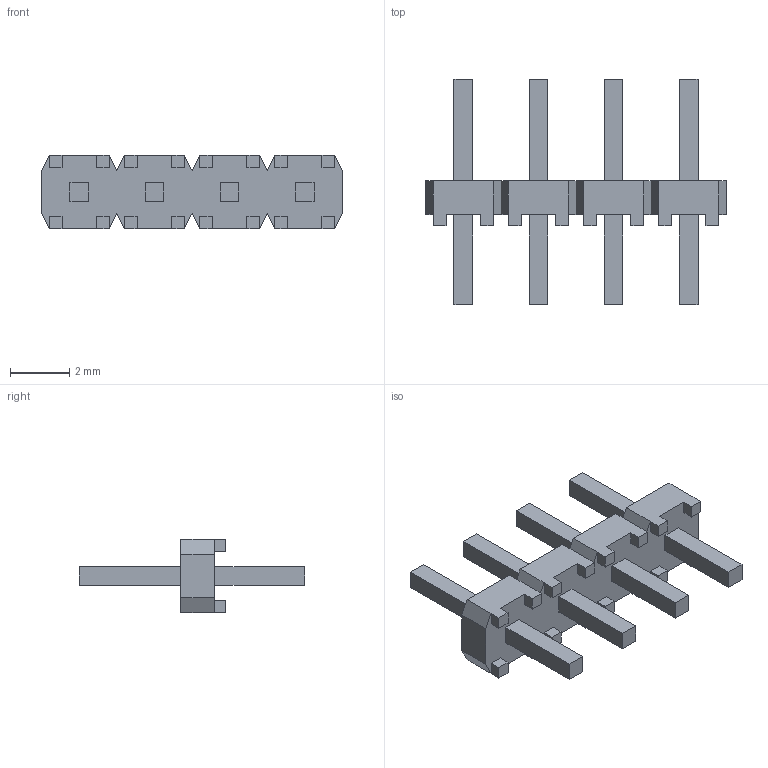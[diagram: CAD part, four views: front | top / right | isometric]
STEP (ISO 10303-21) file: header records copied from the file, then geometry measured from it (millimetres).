
FILE_DESCRIPTION(/* description */ ('STEP AP203'),/* implementation_level */ '2;1');
FILE_NAME(/* name */ 'MTLW-104-06-G-S-135',/* time_stamp */ '2025-11-30T01:33:32+01:00',/* author */ ('License CC BY-ND 4.0'),/* organization */ ('CADENAS'),/* preprocessor_version */ 'ST-DEVELOPER v20',/* originating_system */ 'PARTsolutions',/* authorisation */ ' ');
FILE_SCHEMA (('CONFIG_CONTROL_DESIGN'));
Length unit declared in the file: inch
Products named in the file (3): MTLW-104-06-G-S-135; MTLW-104-06-G-S-135_body; MTLW-04-06-S-135
Assembly tree (2 placements, depth 2):
  MTLW-104-06-G-S-135
    MTLW-104-06-G-S-135_body
    MTLW-04-06-S-135
Bounding box: 10.16 x 7.62 x 2.49 mm (x, y, z)
Volume: 40.1 mm3; surface area: 193.4 mm2
Topology: 2 solids, 2 shells, 154 faces, 410 edges, 268 vertices
Faces by surface type: plane 154
Entity records: 4743 total; most frequent: CARTESIAN_POINT 835, ORIENTED_EDGE 820, DIRECTION 724, EDGE_CURVE 410, LINE 410, VECTOR 410, VERTEX_POINT 268, EDGE_LOOP 170
